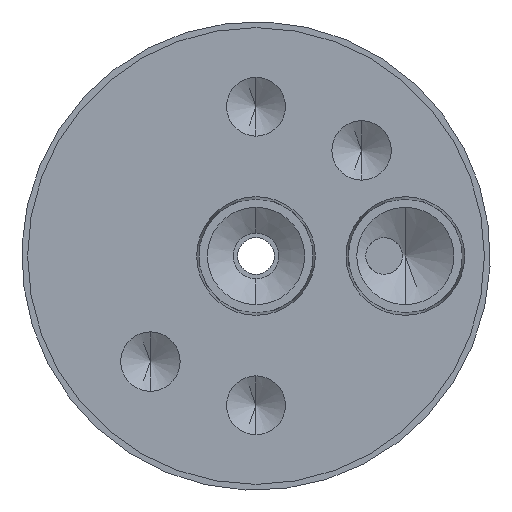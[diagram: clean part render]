
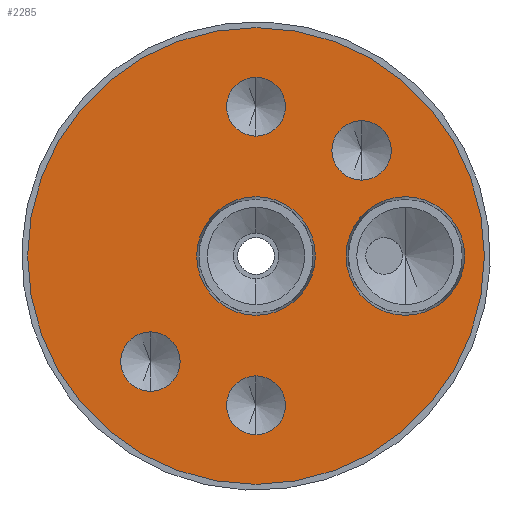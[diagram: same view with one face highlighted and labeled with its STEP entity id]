
A CAD part, front view. The second image highlights one B-rep face of the part: STEP entity #2285.
In plain terms, the highlighted planar face has unit normal (0, -1, 0).
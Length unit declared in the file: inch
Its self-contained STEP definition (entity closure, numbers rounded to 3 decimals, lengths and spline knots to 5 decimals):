
#9 = DIRECTION ( 'NONE',  ( 0., 0., 1. ) ) ;
#46 = EDGE_CURVE ( 'NONE', #751, #310, #2941, .T. ) ;
#70 = EDGE_LOOP ( 'NONE', ( #219, #1368 ) ) ;
#103 = ORIENTED_EDGE ( 'NONE', *, *, #1601, .F. ) ;
#219 = ORIENTED_EDGE ( 'NONE', *, *, #846, .F. ) ;
#262 = EDGE_CURVE ( 'NONE', #904, #3673, #800, .T. ) ;
#310 = VERTEX_POINT ( 'NONE', #1888 ) ;
#335 = CIRCLE ( 'NONE', #3649, 0.2025 ) ;
#342 = ORIENTED_EDGE ( 'NONE', *, *, #1004, .F. ) ;
#379 = CARTESIAN_POINT ( 'NONE',  ( 0., -0.625, 0. ) ) ;
#412 = CARTESIAN_POINT ( 'NONE',  ( -0.78, -0.625, 0. ) ) ;
#442 = DIRECTION ( 'NONE',  ( 0., 0., -1. ) ) ;
#454 = DIRECTION ( 'NONE',  ( 0., 0., -1. ) ) ;
#473 = ORIENTED_EDGE ( 'NONE', *, *, #4250, .F. ) ;
#505 = ORIENTED_EDGE ( 'NONE', *, *, #1177, .F. ) ;
#557 = DIRECTION ( 'NONE',  ( 0., 1., 0. ) ) ;
#584 = VERTEX_POINT ( 'NONE', #1271 ) ;
#600 = EDGE_LOOP ( 'NONE', ( #2297, #668 ) ) ;
#608 = AXIS2_PLACEMENT_3D ( 'NONE', #3165, #793, #442 ) ;
#616 = AXIS2_PLACEMENT_3D ( 'NONE', #379, #981, #9 ) ;
#668 = ORIENTED_EDGE ( 'NONE', *, *, #2086, .F. ) ;
#681 = CARTESIAN_POINT ( 'NONE',  ( 0.51, -0.625, -0.2025 ) ) ;
#751 = VERTEX_POINT ( 'NONE', #4149 ) ;
#780 = DIRECTION ( 'NONE',  ( 0., 0., -1. ) ) ;
#793 = DIRECTION ( 'NONE',  ( 0., -1., 0. ) ) ;
#800 = CIRCLE ( 'NONE', #2296, 0.10156 ) ;
#816 = CARTESIAN_POINT ( 'NONE',  ( -0.36062, -0.625, -0.46219 ) ) ;
#834 = ORIENTED_EDGE ( 'NONE', *, *, #1058, .F. ) ;
#846 = EDGE_CURVE ( 'NONE', #2586, #970, #3931, .T. ) ;
#879 = DIRECTION ( 'NONE',  ( 0., 0., -1. ) ) ;
#904 = VERTEX_POINT ( 'NONE', #2060 ) ;
#969 = DIRECTION ( 'NONE',  ( 0., -1., 0. ) ) ;
#970 = VERTEX_POINT ( 'NONE', #1103 ) ;
#981 = DIRECTION ( 'NONE',  ( 0., 1., 0. ) ) ;
#1004 = EDGE_CURVE ( 'NONE', #3461, #2932, #3234, .T. ) ;
#1011 = CARTESIAN_POINT ( 'NONE',  ( 0.36062, -0.625, 0.36062 ) ) ;
#1012 = AXIS2_PLACEMENT_3D ( 'NONE', #3886, #3191, #454 ) ;
#1014 = CARTESIAN_POINT ( 'NONE',  ( 0., -0.625, 0.4095 ) ) ;
#1017 = FACE_BOUND ( 'NONE', #1036, .T. ) ;
#1036 = EDGE_LOOP ( 'NONE', ( #473, #103 ) ) ;
#1047 = CIRCLE ( 'NONE', #3586, 0.78 ) ;
#1048 = ORIENTED_EDGE ( 'NONE', *, *, #2614, .F. ) ;
#1058 = EDGE_CURVE ( 'NONE', #310, #751, #2133, .T. ) ;
#1103 = CARTESIAN_POINT ( 'NONE',  ( 0., -0.625, 0.6105 ) ) ;
#1106 = DIRECTION ( 'NONE',  ( 0., 0., -1. ) ) ;
#1135 = CARTESIAN_POINT ( 'NONE',  ( 0.36062, -0.625, 0.46219 ) ) ;
#1157 = DIRECTION ( 'NONE',  ( 0., -1., 0. ) ) ;
#1177 = EDGE_CURVE ( 'NONE', #2437, #2057, #3006, .T. ) ;
#1189 = CIRCLE ( 'NONE', #608, 0.2025 ) ;
#1207 = DIRECTION ( 'NONE',  ( 0., -1., 0. ) ) ;
#1214 = EDGE_CURVE ( 'NONE', #2932, #3461, #4261, .T. ) ;
#1271 = CARTESIAN_POINT ( 'NONE',  ( 0., -0.625, -0.78 ) ) ;
#1349 = FACE_BOUND ( 'NONE', #1423, .T. ) ;
#1368 = ORIENTED_EDGE ( 'NONE', *, *, #1515, .F. ) ;
#1374 = AXIS2_PLACEMENT_3D ( 'NONE', #4265, #3578, #3239 ) ;
#1423 = EDGE_LOOP ( 'NONE', ( #505, #3327 ) ) ;
#1469 = CARTESIAN_POINT ( 'NONE',  ( 0., -0.625, 0.78 ) ) ;
#1490 = CARTESIAN_POINT ( 'NONE',  ( 0.36062, -0.625, 0.36062 ) ) ;
#1508 = CARTESIAN_POINT ( 'NONE',  ( 0., -0.625, 0.51 ) ) ;
#1515 = EDGE_CURVE ( 'NONE', #970, #2586, #2235, .T. ) ;
#1552 = EDGE_LOOP ( 'NONE', ( #1048, #1616 ) ) ;
#1587 = AXIS2_PLACEMENT_3D ( 'NONE', #1490, #3184, #3919 ) ;
#1601 = EDGE_CURVE ( 'NONE', #2317, #1665, #1189, .T. ) ;
#1616 = ORIENTED_EDGE ( 'NONE', *, *, #262, .F. ) ;
#1665 = VERTEX_POINT ( 'NONE', #681 ) ;
#1695 = DIRECTION ( 'NONE',  ( 0., 0., -1. ) ) ;
#1720 = DIRECTION ( 'NONE',  ( 0., -1., 0. ) ) ;
#1741 = EDGE_CURVE ( 'NONE', #2057, #2437, #335, .T. ) ;
#1888 = CARTESIAN_POINT ( 'NONE',  ( 0., -0.625, -0.4095 ) ) ;
#1959 = EDGE_LOOP ( 'NONE', ( #2418, #834 ) ) ;
#2033 = CARTESIAN_POINT ( 'NONE',  ( 0., -0.625, 0. ) ) ;
#2035 = EDGE_LOOP ( 'NONE', ( #4121, #342 ) ) ;
#2057 = VERTEX_POINT ( 'NONE', #2404 ) ;
#2060 = CARTESIAN_POINT ( 'NONE',  ( -0.36062, -0.625, -0.25906 ) ) ;
#2086 = EDGE_CURVE ( 'NONE', #584, #3125, #2457, .T. ) ;
#2133 = CIRCLE ( 'NONE', #1012, 0.1005 ) ;
#2198 = EDGE_CURVE ( 'NONE', #3125, #584, #1047, .T. ) ;
#2200 = CARTESIAN_POINT ( 'NONE',  ( -0.36062, -0.625, -0.36062 ) ) ;
#2227 = DIRECTION ( 'NONE',  ( 0., -1., 0. ) ) ;
#2234 = AXIS2_PLACEMENT_3D ( 'NONE', #412, #1157, #3443 ) ;
#2235 = CIRCLE ( 'NONE', #4003, 0.1005 ) ;
#2279 = CARTESIAN_POINT ( 'NONE',  ( 0., -0.625, 0. ) ) ;
#2285 = ADVANCED_FACE ( 'NONE', ( #2398, #2691, #1017, #4013, #2708, #1349, #3670 ), #2368, .T. ) ;
#2296 = AXIS2_PLACEMENT_3D ( 'NONE', #2200, #2567, #3805 ) ;
#2297 = ORIENTED_EDGE ( 'NONE', *, *, #2198, .F. ) ;
#2317 = VERTEX_POINT ( 'NONE', #3515 ) ;
#2368 = PLANE ( 'NONE',  #2234 ) ;
#2398 = FACE_BOUND ( 'NONE', #2035, .T. ) ;
#2404 = CARTESIAN_POINT ( 'NONE',  ( 0., -0.625, 0.2025 ) ) ;
#2418 = ORIENTED_EDGE ( 'NONE', *, *, #46, .F. ) ;
#2437 = VERTEX_POINT ( 'NONE', #3869 ) ;
#2457 = CIRCLE ( 'NONE', #616, 0.78 ) ;
#2490 = CARTESIAN_POINT ( 'NONE',  ( 0.36062, -0.625, 0.25906 ) ) ;
#2567 = DIRECTION ( 'NONE',  ( 0., -1., 0. ) ) ;
#2586 = VERTEX_POINT ( 'NONE', #1014 ) ;
#2614 = EDGE_CURVE ( 'NONE', #3673, #904, #3289, .T. ) ;
#2691 = FACE_BOUND ( 'NONE', #1552, .T. ) ;
#2708 = FACE_BOUND ( 'NONE', #1959, .T. ) ;
#2811 = DIRECTION ( 'NONE',  ( 0., -1., 0. ) ) ;
#2824 = CARTESIAN_POINT ( 'NONE',  ( 0., -0.625, 0.51 ) ) ;
#2847 = DIRECTION ( 'NONE',  ( 0., 0., -1. ) ) ;
#2895 = DIRECTION ( 'NONE',  ( 0., 0., 1. ) ) ;
#2898 = DIRECTION ( 'NONE',  ( 0., 0., -1. ) ) ;
#2932 = VERTEX_POINT ( 'NONE', #2490 ) ;
#2941 = CIRCLE ( 'NONE', #3077, 0.1005 ) ;
#2942 = AXIS2_PLACEMENT_3D ( 'NONE', #2033, #2227, #2898 ) ;
#3006 = CIRCLE ( 'NONE', #2942, 0.2025 ) ;
#3077 = AXIS2_PLACEMENT_3D ( 'NONE', #4049, #969, #4357 ) ;
#3097 = AXIS2_PLACEMENT_3D ( 'NONE', #3331, #2811, #780 ) ;
#3125 = VERTEX_POINT ( 'NONE', #1469 ) ;
#3165 = CARTESIAN_POINT ( 'NONE',  ( 0.51, -0.625, 0. ) ) ;
#3167 = DIRECTION ( 'NONE',  ( 0., -1., 0. ) ) ;
#3184 = DIRECTION ( 'NONE',  ( 0., -1., 0. ) ) ;
#3191 = DIRECTION ( 'NONE',  ( 0., -1., 0. ) ) ;
#3234 = CIRCLE ( 'NONE', #3521, 0.10156 ) ;
#3239 = DIRECTION ( 'NONE',  ( 0., 0., -1. ) ) ;
#3259 = CIRCLE ( 'NONE', #1374, 0.2025 ) ;
#3289 = CIRCLE ( 'NONE', #3097, 0.10156 ) ;
#3327 = ORIENTED_EDGE ( 'NONE', *, *, #1741, .F. ) ;
#3331 = CARTESIAN_POINT ( 'NONE',  ( -0.36062, -0.625, -0.36062 ) ) ;
#3443 = DIRECTION ( 'NONE',  ( 0., 0., -1. ) ) ;
#3461 = VERTEX_POINT ( 'NONE', #1135 ) ;
#3515 = CARTESIAN_POINT ( 'NONE',  ( 0.51, -0.625, 0.2025 ) ) ;
#3521 = AXIS2_PLACEMENT_3D ( 'NONE', #1011, #1720, #1695 ) ;
#3578 = DIRECTION ( 'NONE',  ( 0., -1., 0. ) ) ;
#3586 = AXIS2_PLACEMENT_3D ( 'NONE', #2279, #557, #2895 ) ;
#3649 = AXIS2_PLACEMENT_3D ( 'NONE', #3741, #4128, #1106 ) ;
#3670 = FACE_OUTER_BOUND ( 'NONE', #600, .T. ) ;
#3673 = VERTEX_POINT ( 'NONE', #816 ) ;
#3741 = CARTESIAN_POINT ( 'NONE',  ( 0., -0.625, 0. ) ) ;
#3805 = DIRECTION ( 'NONE',  ( 0., 0., -1. ) ) ;
#3869 = CARTESIAN_POINT ( 'NONE',  ( 0., -0.625, -0.2025 ) ) ;
#3886 = CARTESIAN_POINT ( 'NONE',  ( 0., -0.625, -0.51 ) ) ;
#3919 = DIRECTION ( 'NONE',  ( 0., 0., -1. ) ) ;
#3931 = CIRCLE ( 'NONE', #4005, 0.1005 ) ;
#4003 = AXIS2_PLACEMENT_3D ( 'NONE', #2824, #3167, #2847 ) ;
#4005 = AXIS2_PLACEMENT_3D ( 'NONE', #1508, #1207, #879 ) ;
#4013 = FACE_BOUND ( 'NONE', #70, .T. ) ;
#4049 = CARTESIAN_POINT ( 'NONE',  ( 0., -0.625, -0.51 ) ) ;
#4121 = ORIENTED_EDGE ( 'NONE', *, *, #1214, .F. ) ;
#4128 = DIRECTION ( 'NONE',  ( 0., -1., 0. ) ) ;
#4149 = CARTESIAN_POINT ( 'NONE',  ( 0., -0.625, -0.6105 ) ) ;
#4250 = EDGE_CURVE ( 'NONE', #1665, #2317, #3259, .T. ) ;
#4261 = CIRCLE ( 'NONE', #1587, 0.10156 ) ;
#4265 = CARTESIAN_POINT ( 'NONE',  ( 0.51, -0.625, 0. ) ) ;
#4357 = DIRECTION ( 'NONE',  ( 0., 0., -1. ) ) ;
